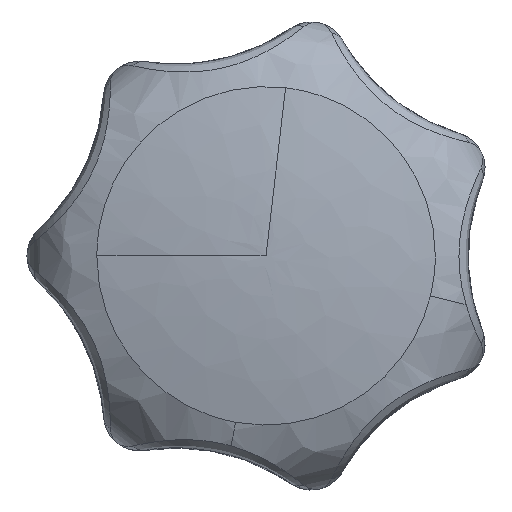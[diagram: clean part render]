
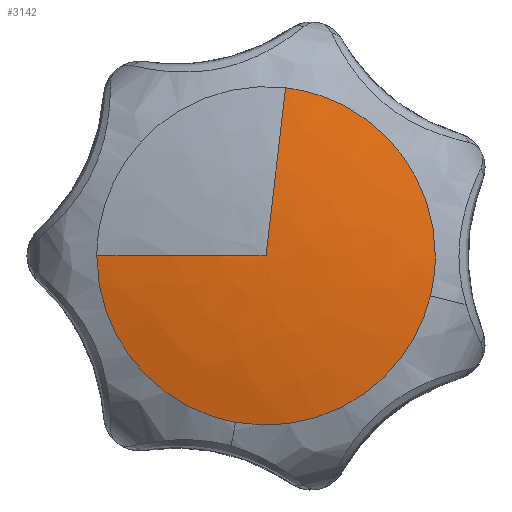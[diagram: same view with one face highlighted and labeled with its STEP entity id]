
A CAD part, top view. The second image highlights one B-rep face of the part: STEP entity #3142.
In plain terms, the highlighted free-form (B-spline) face has degree [2, 2] with [3, 7] control points.
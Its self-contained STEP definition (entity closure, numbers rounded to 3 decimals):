
#2155=CARTESIAN_POINT('',(-2.556,-13.924,23.484));
#2156=VERTEX_POINT('',#2155);
#2157=CARTESIAN_POINT('',(13.755,-3.348,23.484));
#2158=VERTEX_POINT('',#2157);
#2159=CARTESIAN_POINT('',(-2.556,-13.924,23.484));
#2160=CARTESIAN_POINT('',(-1.289,-14.157,23.484));
#2161=CARTESIAN_POINT('',(0.,-14.157,23.484));
#2162=CARTESIAN_POINT('',(11.124,-14.157,23.484));
#2163=CARTESIAN_POINT('',(13.755,-3.348,23.484));
#2171=(BOUNDED_CURVE()B_SPLINE_CURVE(2,(#2159,#2160,#2161,#2162,#2163),.UNSPECIFIED.,.F.,.U.)B_SPLINE_CURVE_WITH_KNOTS((3,2,3),(0.219,0.25,0.46),.UNSPECIFIED.)CURVE()GEOMETRIC_REPRESENTATION_ITEM()RATIONAL_B_SPLINE_CURVE((0.936,0.964,1.0,0.754,0.921))REPRESENTATION_ITEM(''));
#2172=EDGE_CURVE('',#2156,#2158,#2171,.T.);
#2450=CARTESIAN_POINT('',(-14.157,0.0,23.484));
#2451=VERTEX_POINT('',#2450);
#2452=CARTESIAN_POINT('',(-14.157,0.0,23.484));
#2453=CARTESIAN_POINT('',(-14.157,-11.795,23.484));
#2454=CARTESIAN_POINT('',(-2.556,-13.924,23.484));
#2462=(BOUNDED_CURVE()B_SPLINE_CURVE(2,(#2452,#2453,#2454),.UNSPECIFIED.,.F.,.U.)B_SPLINE_CURVE_WITH_KNOTS((3,3),(0.0,0.219),.UNSPECIFIED.)CURVE()GEOMETRIC_REPRESENTATION_ITEM()RATIONAL_B_SPLINE_CURVE((1.0,0.743,0.936))REPRESENTATION_ITEM(''));
#2463=EDGE_CURVE('',#2451,#2156,#2462,.T.);
#2465=CARTESIAN_POINT('',(1.635,14.062,23.484));
#2466=VERTEX_POINT('',#2465);
#2482=CARTESIAN_POINT('',(14.157,0.0,23.484));
#2483=VERTEX_POINT('',#2482);
#2484=CARTESIAN_POINT('',(14.157,0.0,23.484));
#2485=CARTESIAN_POINT('',(14.157,12.606,23.484));
#2486=CARTESIAN_POINT('',(1.635,14.062,23.484));
#2494=(BOUNDED_CURVE()B_SPLINE_CURVE(2,(#2484,#2485,#2486),.UNSPECIFIED.,.F.,.U.)B_SPLINE_CURVE_WITH_KNOTS((3,3),(0.5,0.73),.UNSPECIFIED.)CURVE()GEOMETRIC_REPRESENTATION_ITEM()RATIONAL_B_SPLINE_CURVE((1.0,0.731,0.957))REPRESENTATION_ITEM(''));
#2495=EDGE_CURVE('',#2483,#2466,#2494,.T.);
#2497=CARTESIAN_POINT('',(13.755,-3.348,23.484));
#2498=CARTESIAN_POINT('',(14.157,-1.698,23.484));
#2499=CARTESIAN_POINT('',(14.157,0.0,23.484));
#2507=(BOUNDED_CURVE()B_SPLINE_CURVE(2,(#2497,#2498,#2499),.UNSPECIFIED.,.F.,.U.)B_SPLINE_CURVE_WITH_KNOTS((3,3),(0.46,0.5),.UNSPECIFIED.)CURVE()GEOMETRIC_REPRESENTATION_ITEM()RATIONAL_B_SPLINE_CURVE((0.921,0.953,1.0))REPRESENTATION_ITEM(''));
#2508=EDGE_CURVE('',#2158,#2483,#2507,.T.);
#3079=CARTESIAN_POINT('',(1.717,14.767,23.319));
#3080=CARTESIAN_POINT('',(0.87,7.486,25.071));
#3081=CARTESIAN_POINT('',(0.,0.,25.));
#3082=CARTESIAN_POINT('',(14.867,13.239,23.319));
#3083=CARTESIAN_POINT('',(7.536,6.711,25.071));
#3084=CARTESIAN_POINT('',(0.,0.0,25.));
#3085=CARTESIAN_POINT('',(14.867,0.0,23.319));
#3086=CARTESIAN_POINT('',(7.536,0.0,25.071));
#3087=CARTESIAN_POINT('',(0.,0.0,25.));
#3088=CARTESIAN_POINT('',(14.867,-14.867,23.319));
#3089=CARTESIAN_POINT('',(7.536,-7.536,25.071));
#3090=CARTESIAN_POINT('',(0.0,0.,25.));
#3091=CARTESIAN_POINT('',(0.0,-14.867,23.319));
#3092=CARTESIAN_POINT('',(0.0,-7.536,25.071));
#3093=CARTESIAN_POINT('',(0.0,0.,25.));
#3094=CARTESIAN_POINT('',(-14.867,-14.867,23.319));
#3095=CARTESIAN_POINT('',(-7.536,-7.536,25.071));
#3096=CARTESIAN_POINT('',(0.,0.0,25.));
#3097=CARTESIAN_POINT('',(-14.867,0.0,23.319));
#3098=CARTESIAN_POINT('',(-7.536,0.0,25.071));
#3099=CARTESIAN_POINT('',(0.,0.0,25.));
#3107=(BOUNDED_SURFACE()B_SPLINE_SURFACE(2,2,((#3079,#3082,#3085,#3088,#3091,#3094,#3097),(#3080,#3083,#3086,#3089,#3092,#3095,#3098),(#3081,#3084,#3087,#3090,#3093,#3096,#3099)),.UNSPECIFIED.,.F.,.F.,.U.)B_SPLINE_SURFACE_WITH_KNOTS((3,3),(3,2,2,3),(0.921,1.0),(0.27,0.5,0.75,1.0),.UNSPECIFIED.)GEOMETRIC_REPRESENTATION_ITEM()RATIONAL_B_SPLINE_SURFACE(((0.91,0.695,0.951,0.673,0.951,0.673,0.951),(0.926,0.707,0.968,0.684,0.968,0.684,0.968),(0.957,0.731,1.0,0.707,1.0,0.707,1.0)))REPRESENTATION_ITEM('')SURFACE());
#3108=ORIENTED_EDGE('',*,*,#2495,.T.);
#3109=CARTESIAN_POINT('',(0.,0.,25.));
#3110=VERTEX_POINT('',#3109);
#3111=CARTESIAN_POINT('',(1.635,14.062,23.484));
#3112=CARTESIAN_POINT('',(0.827,7.119,25.067));
#3113=CARTESIAN_POINT('',(0.,0.,25.));
#3121=(BOUNDED_CURVE()B_SPLINE_CURVE(2,(#3111,#3112,#3113),.UNSPECIFIED.,.F.,.U.)B_SPLINE_CURVE_WITH_KNOTS((3,3),(0.925,1.0),.UNSPECIFIED.)CURVE()GEOMETRIC_REPRESENTATION_ITEM()RATIONAL_B_SPLINE_CURVE((0.912,0.928,0.957))REPRESENTATION_ITEM(''));
#3122=EDGE_CURVE('',#2466,#3110,#3121,.T.);
#3123=ORIENTED_EDGE('',*,*,#3122,.T.);
#3124=CARTESIAN_POINT('',(-14.157,0.0,23.484));
#3125=CARTESIAN_POINT('',(-7.167,0.0,25.067));
#3126=CARTESIAN_POINT('',(0.,0.0,25.));
#3134=(BOUNDED_CURVE()B_SPLINE_CURVE(2,(#3124,#3125,#3126),.UNSPECIFIED.,.F.,.U.)B_SPLINE_CURVE_WITH_KNOTS((3,3),(0.925,1.0),.UNSPECIFIED.)CURVE()GEOMETRIC_REPRESENTATION_ITEM()RATIONAL_B_SPLINE_CURVE((0.953,0.97,1.0))REPRESENTATION_ITEM(''));
#3135=EDGE_CURVE('',#2451,#3110,#3134,.T.);
#3136=ORIENTED_EDGE('',*,*,#3135,.F.);
#3137=ORIENTED_EDGE('',*,*,#2463,.T.);
#3138=ORIENTED_EDGE('',*,*,#2172,.T.);
#3139=ORIENTED_EDGE('',*,*,#2508,.T.);
#3140=EDGE_LOOP('',(#3108,#3123,#3136,#3137,#3138,#3139));
#3141=FACE_OUTER_BOUND('',#3140,.T.);
#3142=ADVANCED_FACE('',(#3141),#3107,.T.);
